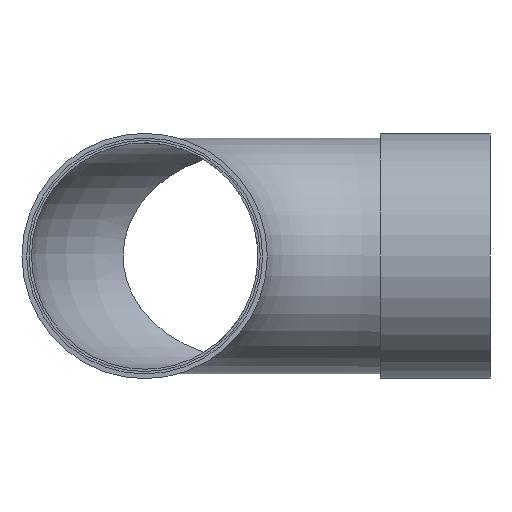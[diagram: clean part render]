
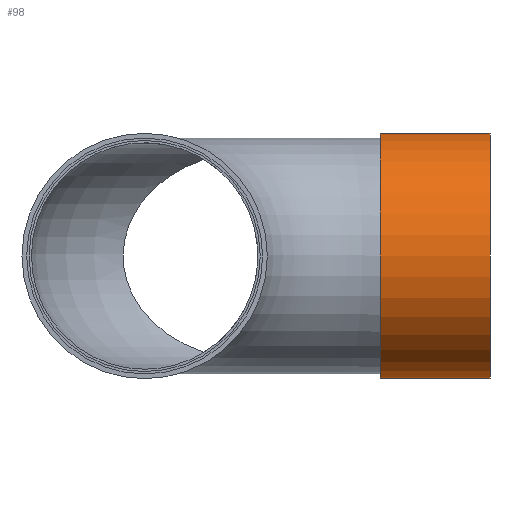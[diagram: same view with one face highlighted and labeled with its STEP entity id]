
A CAD part, left-side view. The second image highlights one B-rep face of the part: STEP entity #98.
In plain terms, the highlighted cylindrical face has radius 46.8 mm (diameter 93.6 mm), a full revolution.
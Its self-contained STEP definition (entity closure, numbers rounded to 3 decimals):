
#98 = ADVANCED_FACE( '', ( #203, #204 ), #205, .T. );
#203 = FACE_OUTER_BOUND( '', #309, .T. );
#204 = FACE_OUTER_BOUND( '', #310, .T. );
#205 = CYLINDRICAL_SURFACE( '', #311, 46.8 );
#309 = EDGE_LOOP( '', ( #440 ) );
#310 = EDGE_LOOP( '', ( #441 ) );
#311 = AXIS2_PLACEMENT_3D( '', #442, #443, #444 );
#440 = ORIENTED_EDGE( '', *, *, #524, .T. );
#441 = ORIENTED_EDGE( '', *, *, #532, .F. );
#442 = CARTESIAN_POINT( '', ( 0., 0., 0. ) );
#443 = DIRECTION( '', ( 0., 1., 0. ) );
#444 = DIRECTION( '', ( 0., 0., -1. ) );
#524 = EDGE_CURVE( '', #591, #591, #592, .T. );
#532 = EDGE_CURVE( '', #602, #602, #603, .T. );
#591 = VERTEX_POINT( '', #1367 );
#592 = CIRCLE( '', #1368, 46.8 );
#602 = VERTEX_POINT( '', #1378 );
#603 = CIRCLE( '', #1379, 46.8 );
#1367 = CARTESIAN_POINT( '', ( 0., 41.8, -46.8 ) );
#1368 = AXIS2_PLACEMENT_3D( '', #1436, #1437, #1438 );
#1378 = CARTESIAN_POINT( '', ( 0., 0., -46.8 ) );
#1379 = AXIS2_PLACEMENT_3D( '', #1445, #1446, #1447 );
#1436 = CARTESIAN_POINT( '', ( 0., 41.8, 0. ) );
#1437 = DIRECTION( '', ( 0., -1., 0. ) );
#1438 = DIRECTION( '', ( 0., 0., -1. ) );
#1445 = CARTESIAN_POINT( '', ( 0., 0., 0. ) );
#1446 = DIRECTION( '', ( 0., -1., 0. ) );
#1447 = DIRECTION( '', ( 0., 0., -1. ) );
